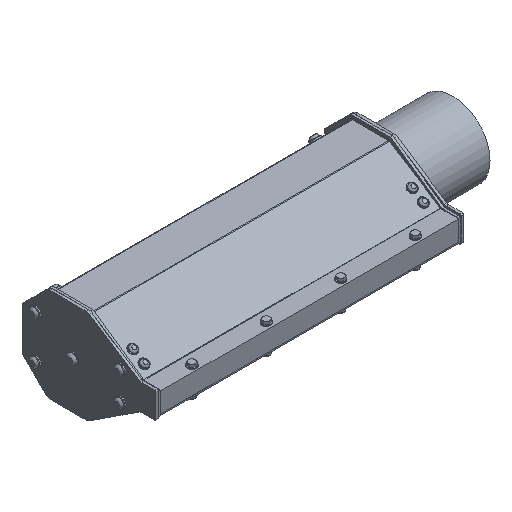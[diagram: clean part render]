
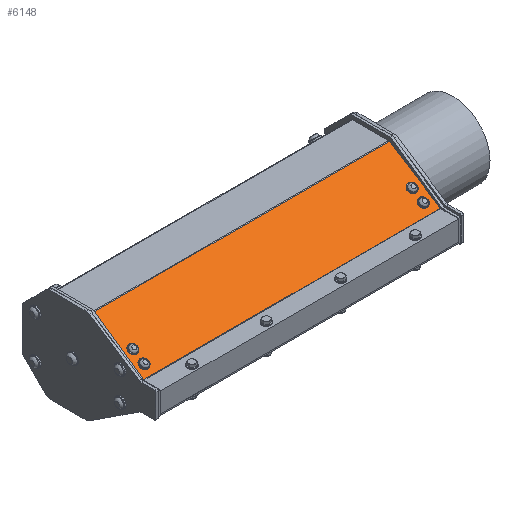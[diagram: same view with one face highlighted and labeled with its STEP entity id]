
A CAD part, isometric view. The second image highlights one B-rep face of the part: STEP entity #6148.
In plain terms, the highlighted planar face has unit normal (0, -0.537, 0.843).
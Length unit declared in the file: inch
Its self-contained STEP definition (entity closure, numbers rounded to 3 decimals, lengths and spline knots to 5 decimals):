
#264=LINE('',#19724,#568);
#265=LINE('',#19727,#569);
#266=LINE('',#19729,#570);
#267=LINE('',#19730,#571);
#568=VECTOR('',#8385,0.3937);
#569=VECTOR('',#8388,0.3937);
#570=VECTOR('',#8389,0.3937);
#571=VECTOR('',#8390,0.3937);
#1038=FACE_BOUND('',#2257,.T.);
#1039=FACE_BOUND('',#2258,.T.);
#1040=FACE_BOUND('',#2259,.T.);
#1041=FACE_BOUND('',#2260,.T.);
#1307=PLANE('',#6821);
#1718=FACE_OUTER_BOUND('',#2256,.T.);
#2256=EDGE_LOOP('',(#5389,#5390,#5391,#5392));
#2257=EDGE_LOOP('',(#5393));
#2258=EDGE_LOOP('',(#5394));
#2259=EDGE_LOOP('',(#5395));
#2260=EDGE_LOOP('',(#5396));
#2723=CIRCLE('',#6720,0.17717);
#2724=CIRCLE('',#6722,0.17717);
#2725=CIRCLE('',#6724,0.17717);
#2726=CIRCLE('',#6726,0.17717);
#3216=VERTEX_POINT('',#19499);
#3217=VERTEX_POINT('',#19502);
#3218=VERTEX_POINT('',#19505);
#3219=VERTEX_POINT('',#19508);
#3270=VERTEX_POINT('',#19720);
#3271=VERTEX_POINT('',#19722);
#3272=VERTEX_POINT('',#19726);
#3273=VERTEX_POINT('',#19728);
#3909=EDGE_CURVE('',#3216,#3216,#2723,.T.);
#3910=EDGE_CURVE('',#3217,#3217,#2724,.T.);
#3911=EDGE_CURVE('',#3218,#3218,#2725,.T.);
#3912=EDGE_CURVE('',#3219,#3219,#2726,.T.);
#4015=EDGE_CURVE('',#3271,#3270,#264,.T.);
#4016=EDGE_CURVE('',#3272,#3271,#265,.T.);
#4017=EDGE_CURVE('',#3273,#3272,#266,.T.);
#4018=EDGE_CURVE('',#3270,#3273,#267,.T.);
#5389=ORIENTED_EDGE('',*,*,#4015,.F.);
#5390=ORIENTED_EDGE('',*,*,#4016,.F.);
#5391=ORIENTED_EDGE('',*,*,#4017,.F.);
#5392=ORIENTED_EDGE('',*,*,#4018,.F.);
#5393=ORIENTED_EDGE('',*,*,#3912,.F.);
#5394=ORIENTED_EDGE('',*,*,#3911,.F.);
#5395=ORIENTED_EDGE('',*,*,#3910,.F.);
#5396=ORIENTED_EDGE('',*,*,#3909,.F.);
#6148=ADVANCED_FACE('',(#1718,#1038,#1039,#1040,#1041),#1307,.T.);
#6720=AXIS2_PLACEMENT_3D('',#19500,#8115,#8116);
#6722=AXIS2_PLACEMENT_3D('',#19503,#8119,#8120);
#6724=AXIS2_PLACEMENT_3D('',#19506,#8123,#8124);
#6726=AXIS2_PLACEMENT_3D('',#19509,#8127,#8128);
#6821=AXIS2_PLACEMENT_3D('',#19725,#8386,#8387);
#8115=DIRECTION('center_axis',(0.,-0.537,
0.843));
#8116=DIRECTION('ref_axis',(0.983,0.156,0.099));
#8119=DIRECTION('center_axis',(0.,-0.537,
0.843));
#8120=DIRECTION('ref_axis',(-0.898,0.371,0.236));
#8123=DIRECTION('center_axis',(0.,-0.537,
0.843));
#8124=DIRECTION('ref_axis',(0.191,0.828,0.527));
#8127=DIRECTION('center_axis',(0.,-0.537,
0.843));
#8128=DIRECTION('ref_axis',(-0.301,0.804,0.512));
#8385=DIRECTION('',(-1.,0.,0.));
#8386=DIRECTION('center_axis',(0.,-0.537,
0.843));
#8387=DIRECTION('ref_axis',(0.,-0.843,-0.537));
#8388=DIRECTION('',(0.,-0.843,-0.537));
#8389=DIRECTION('',(1.,0.,0.));
#8390=DIRECTION('',(0.,0.843,0.537));
#19499=CARTESIAN_POINT('',(6.15558,-1.53774,0.87602));
#19500=CARTESIAN_POINT('Origin',(6.32969,-1.51008,0.89364));
#19502=CARTESIAN_POINT('',(-4.76122,-1.57582,0.85176));
#19503=CARTESIAN_POINT('Origin',(-4.92031,-1.51008,0.89364));
#19505=CARTESIAN_POINT('',(-4.95423,-2.10542,0.51437));
#19506=CARTESIAN_POINT('Origin',(-4.92031,-1.95876,0.6078));
#19508=CARTESIAN_POINT('',(6.38297,-2.10126,0.51702));
#19509=CARTESIAN_POINT('Origin',(6.32969,-1.95876,0.6078));
#19720=CARTESIAN_POINT('',(-5.29531,-2.28704,0.39866));
#19722=CARTESIAN_POINT('',(6.70469,-2.28704,0.39866));
#19724=CARTESIAN_POINT('',(-5.29531,-2.28704,0.39866));
#19725=CARTESIAN_POINT('Origin',(-5.29531,-0.22069,1.71508));
#19726=CARTESIAN_POINT('',(6.70469,-0.23543,1.70568));
#19727=CARTESIAN_POINT('',(6.70469,-2.29442,0.39396));
#19728=CARTESIAN_POINT('',(-5.29531,-0.23543,1.70568));
#19729=CARTESIAN_POINT('',(-5.29531,-0.23543,1.70568));
#19730=CARTESIAN_POINT('',(-5.29531,-2.29442,0.39396));
